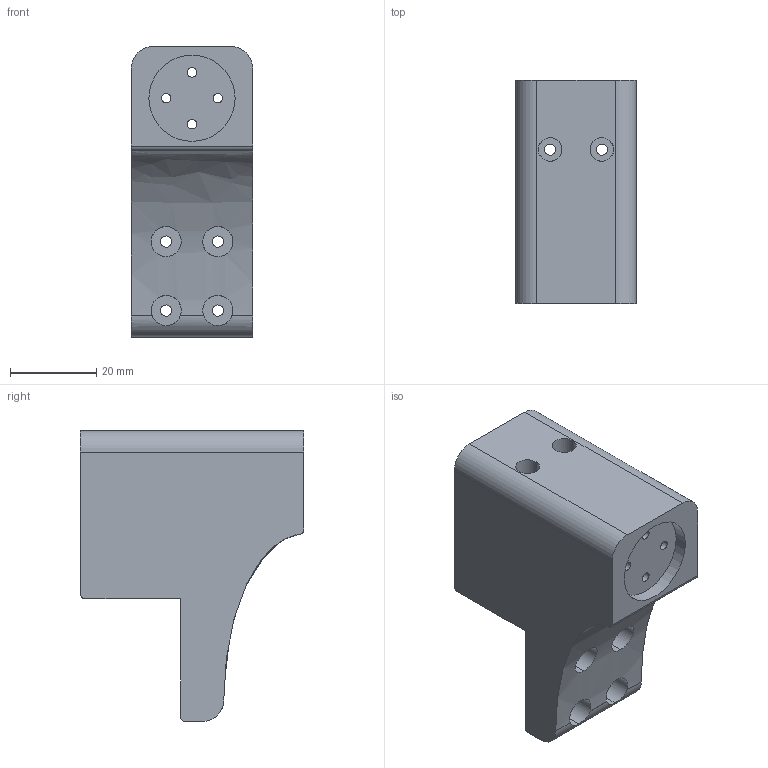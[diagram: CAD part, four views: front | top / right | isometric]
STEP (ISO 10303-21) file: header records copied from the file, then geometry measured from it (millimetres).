
FILE_DESCRIPTION (( 'STEP AP214' ), '1' );
FILE_NAME ('factr_teleop_franka_l3.STEP', '2025-03-30T19:45:59', ( '' ), ( '' ), 'SwSTEP 2.0', 'SolidWorks 2024', '' );
FILE_SCHEMA (( 'AUTOMOTIVE_DESIGN' ));
Length unit declared in the file: millimetre
Products named in the file (1): factr_teleop_franka_l3
Bounding box: 28.1 x 51.74 x 67.5 mm (x, y, z)
Volume: 51992.2 mm3; surface area: 15661.1 mm2
Topology: 1 solids, 1 shells, 75 faces, 192 edges, 128 vertices
Faces by surface type: cylinder 52, plane 22, bspline 1
Entity records: 2997 total; most frequent: CARTESIAN_POINT 1058, DIRECTION 409, ORIENTED_EDGE 384, EDGE_CURVE 192, AXIS2_PLACEMENT_3D 167, VERTEX_POINT 128, EDGE_LOOP 108, CIRCLE 92
